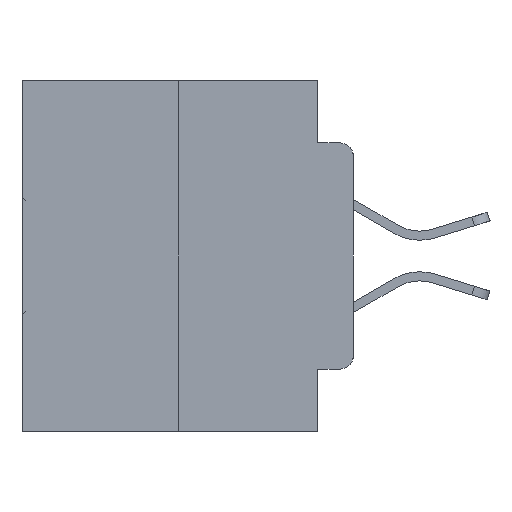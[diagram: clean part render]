
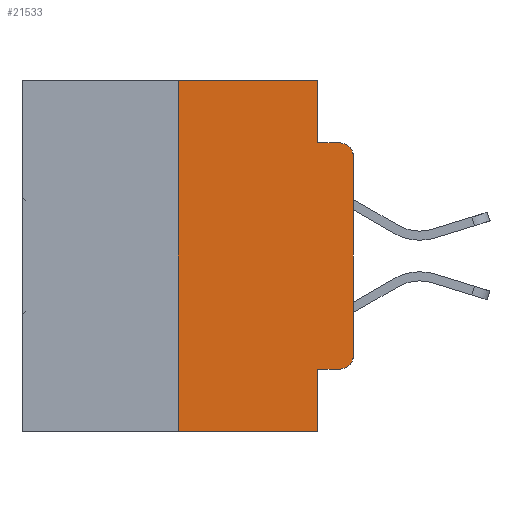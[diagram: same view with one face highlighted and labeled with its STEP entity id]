
A CAD part, left-side view. The second image highlights one B-rep face of the part: STEP entity #21533.
In plain terms, the highlighted planar face has unit normal (-1, 0, 0).
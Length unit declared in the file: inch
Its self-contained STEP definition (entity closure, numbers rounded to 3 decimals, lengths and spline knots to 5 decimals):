
#143 = DIRECTION ( 'NONE',  ( 0., 0., -1. ) ) ;
#833 = VECTOR ( 'NONE', #12586, 39.37008 ) ;
#1577 = EDGE_CURVE ( 'NONE', #30386, #31586, #19956, .T. ) ;
#1596 = CARTESIAN_POINT ( 'NONE',  ( 0., 0.051, -0.4115 ) ) ;
#1691 = DIRECTION ( 'NONE',  ( -1., 0., 0. ) ) ;
#1741 = VECTOR ( 'NONE', #24153, 39.37008 ) ;
#2363 = VERTEX_POINT ( 'NONE', #16255 ) ;
#2389 = EDGE_CURVE ( 'NONE', #2363, #24580, #18733, .T. ) ;
#2667 = CARTESIAN_POINT ( 'NONE',  ( 0., 0.473, -0.5 ) ) ;
#2910 = CARTESIAN_POINT ( 'NONE',  ( 0., 0.051, 0. ) ) ;
#2914 = AXIS2_PLACEMENT_3D ( 'NONE', #14756, #14650, #15849 ) ;
#3006 = EDGE_CURVE ( 'NONE', #10955, #16026, #26332, .T. ) ;
#3080 = CARTESIAN_POINT ( 'NONE',  ( 0., 0., -0.3915 ) ) ;
#3531 = CARTESIAN_POINT ( 'NONE',  ( 0., 0.02, -0.3915 ) ) ;
#3594 = ORIENTED_EDGE ( 'NONE', *, *, #9162, .F. ) ;
#6570 = VECTOR ( 'NONE', #16643, 39.37008 ) ;
#7379 = LINE ( 'NONE', #13443, #14045 ) ;
#7520 = ORIENTED_EDGE ( 'NONE', *, *, #23918, .F. ) ;
#7712 = PLANE ( 'NONE',  #22267 ) ;
#7803 = CARTESIAN_POINT ( 'NONE',  ( 0., 0.051, -0.4115 ) ) ;
#8005 = CARTESIAN_POINT ( 'NONE',  ( 0., 0.02, -0.4115 ) ) ;
#8445 = CARTESIAN_POINT ( 'NONE',  ( 0., 0.25, -0.5 ) ) ;
#9162 = EDGE_CURVE ( 'NONE', #11946, #23311, #26536, .T. ) ;
#9345 = CARTESIAN_POINT ( 'NONE',  ( 0., 0.473, 0. ) ) ;
#10194 = DIRECTION ( 'NONE',  ( 0., -1., 0. ) ) ;
#10264 = CARTESIAN_POINT ( 'NONE',  ( 0., 0.473, 0. ) ) ;
#10407 = ORIENTED_EDGE ( 'NONE', *, *, #2389, .F. ) ;
#10877 = DIRECTION ( 'NONE',  ( 0., 0., 1. ) ) ;
#10955 = VERTEX_POINT ( 'NONE', #24643 ) ;
#11946 = VERTEX_POINT ( 'NONE', #8445 ) ;
#12024 = CARTESIAN_POINT ( 'NONE',  ( 0., 0.25, 0. ) ) ;
#12586 = DIRECTION ( 'NONE',  ( 0., 0., 1. ) ) ;
#13052 = DIRECTION ( 'NONE',  ( 0., 0., -1. ) ) ;
#13443 = CARTESIAN_POINT ( 'NONE',  ( 0., 0.051, -0.0885 ) ) ;
#13600 = VERTEX_POINT ( 'NONE', #7803 ) ;
#14045 = VECTOR ( 'NONE', #15944, 39.37008 ) ;
#14322 = CARTESIAN_POINT ( 'NONE',  ( 0., 0.051, -0.0885 ) ) ;
#14650 = DIRECTION ( 'NONE',  ( -1., 0., 0. ) ) ;
#14756 = CARTESIAN_POINT ( 'NONE',  ( 0., 0.02, -0.1085 ) ) ;
#15267 = DIRECTION ( 'NONE',  ( 1., 0., 0. ) ) ;
#15842 = EDGE_CURVE ( 'NONE', #13600, #30158, #31679, .T. ) ;
#15849 = DIRECTION ( 'NONE',  ( 0., 0., -1. ) ) ;
#15944 = DIRECTION ( 'NONE',  ( 0., -1., 0. ) ) ;
#16026 = VERTEX_POINT ( 'NONE', #16200 ) ;
#16200 = CARTESIAN_POINT ( 'NONE',  ( 0., 0.02, -0.0885 ) ) ;
#16255 = CARTESIAN_POINT ( 'NONE',  ( 0., 0.051, 0. ) ) ;
#16493 = EDGE_CURVE ( 'NONE', #24580, #16026, #7379, .T. ) ;
#16643 = DIRECTION ( 'NONE',  ( 0., -1., 0. ) ) ;
#16987 = ORIENTED_EDGE ( 'NONE', *, *, #3006, .T. ) ;
#17083 = LINE ( 'NONE', #23184, #29319 ) ;
#18671 = ORIENTED_EDGE ( 'NONE', *, *, #30936, .T. ) ;
#18733 = LINE ( 'NONE', #21575, #30163 ) ;
#19224 = DIRECTION ( 'NONE',  ( 0., 0., -1. ) ) ;
#19618 = ORIENTED_EDGE ( 'NONE', *, *, #16493, .F. ) ;
#19956 = CIRCLE ( 'NONE', #24374, 0.02 ) ;
#21533 = ADVANCED_FACE ( 'NONE', ( #23672 ), #7712, .F. ) ;
#21575 = CARTESIAN_POINT ( 'NONE',  ( 0., 0.051, 0. ) ) ;
#22267 = AXIS2_PLACEMENT_3D ( 'NONE', #10264, #15267, #143 ) ;
#22433 = EDGE_CURVE ( 'NONE', #13600, #30386, #30484, .T. ) ;
#22539 = ORIENTED_EDGE ( 'NONE', *, *, #1577, .T. ) ;
#23184 = CARTESIAN_POINT ( 'NONE',  ( 0., 0., 0. ) ) ;
#23311 = VERTEX_POINT ( 'NONE', #12024 ) ;
#23670 = EDGE_CURVE ( 'NONE', #31586, #10955, #17083, .T. ) ;
#23672 = FACE_OUTER_BOUND ( 'NONE', #24886, .T. ) ;
#23918 = EDGE_CURVE ( 'NONE', #23311, #2363, #28911, .T. ) ;
#24153 = DIRECTION ( 'NONE',  ( 0., -1., 0. ) ) ;
#24374 = AXIS2_PLACEMENT_3D ( 'NONE', #3531, #1691, #19224 ) ;
#24488 = CARTESIAN_POINT ( 'NONE',  ( 0., 0.051, -0.5 ) ) ;
#24580 = VERTEX_POINT ( 'NONE', #14322 ) ;
#24643 = CARTESIAN_POINT ( 'NONE',  ( 0., 0., -0.1085 ) ) ;
#24723 = VECTOR ( 'NONE', #10194, 39.37008 ) ;
#24886 = EDGE_LOOP ( 'NONE', ( #28765, #16987, #19618, #10407, #7520, #3594, #18671, #26679, #29242, #22539 ) ) ;
#26110 = DIRECTION ( 'NONE',  ( 0., 0., -1. ) ) ;
#26332 = CIRCLE ( 'NONE', #2914, 0.02 ) ;
#26536 = LINE ( 'NONE', #29724, #833 ) ;
#26679 = ORIENTED_EDGE ( 'NONE', *, *, #15842, .F. ) ;
#28765 = ORIENTED_EDGE ( 'NONE', *, *, #23670, .T. ) ;
#28911 = LINE ( 'NONE', #9345, #1741 ) ;
#29242 = ORIENTED_EDGE ( 'NONE', *, *, #22433, .T. ) ;
#29319 = VECTOR ( 'NONE', #10877, 39.37008 ) ;
#29724 = CARTESIAN_POINT ( 'NONE',  ( 0., 0.25, 0. ) ) ;
#30158 = VERTEX_POINT ( 'NONE', #24488 ) ;
#30163 = VECTOR ( 'NONE', #26110, 39.37008 ) ;
#30386 = VERTEX_POINT ( 'NONE', #8005 ) ;
#30484 = LINE ( 'NONE', #1596, #6570 ) ;
#30907 = VECTOR ( 'NONE', #13052, 39.37008 ) ;
#30936 = EDGE_CURVE ( 'NONE', #11946, #30158, #31160, .T. ) ;
#31160 = LINE ( 'NONE', #2667, #24723 ) ;
#31586 = VERTEX_POINT ( 'NONE', #3080 ) ;
#31679 = LINE ( 'NONE', #2910, #30907 ) ;
